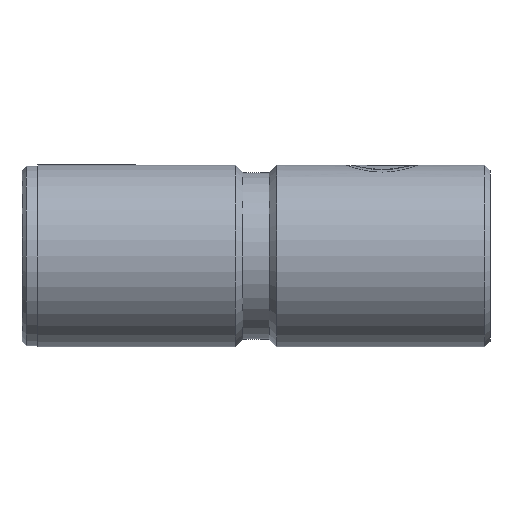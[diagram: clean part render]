
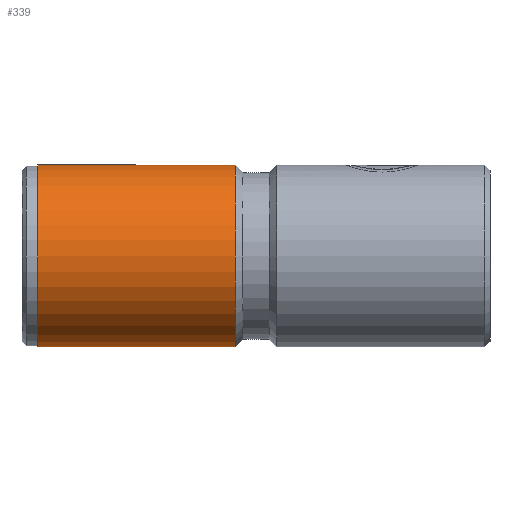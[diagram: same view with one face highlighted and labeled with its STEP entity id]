
A CAD part, left-side view. The second image highlights one B-rep face of the part: STEP entity #339.
In plain terms, the highlighted cylindrical face has radius 17.5 mm (diameter 35 mm), a partial arc.
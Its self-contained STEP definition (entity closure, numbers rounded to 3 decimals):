
#3 = CARTESIAN_POINT ( 'NONE',  ( 0., 49., 0. ) ) ;
#27 = AXIS2_PLACEMENT_3D ( 'NONE', #975, #157, #1112 ) ;
#79 = VECTOR ( 'NONE', #750, 1000. ) ;
#80 = CARTESIAN_POINT ( 'NONE',  ( 0., 0., -17.5 ) ) ;
#138 = AXIS2_PLACEMENT_3D ( 'NONE', #1010, #1279, #453 ) ;
#139 = DIRECTION ( 'NONE',  ( 0., 0., -1. ) ) ;
#157 = DIRECTION ( 'NONE',  ( 0., -1., 0. ) ) ;
#216 = CARTESIAN_POINT ( 'NONE',  ( 0., 87., -17.5 ) ) ;
#339 = ADVANCED_FACE ( 'NONE', ( #1147 ), #656, .T. ) ;
#341 = EDGE_CURVE ( 'NONE', #825, #812, #1064, .T. ) ;
#453 = DIRECTION ( 'NONE',  ( 0., 0., -1. ) ) ;
#509 = EDGE_LOOP ( 'NONE', ( #1019, #1365, #1190, #1232 ) ) ;
#627 = CARTESIAN_POINT ( 'NONE',  ( 0., 87., 17.5 ) ) ;
#645 = CIRCLE ( 'NONE', #27, 17.5 ) ;
#656 = CYLINDRICAL_SURFACE ( 'NONE', #138, 17.5 ) ;
#733 = DIRECTION ( 'NONE',  ( 0., -1., 0. ) ) ;
#750 = DIRECTION ( 'NONE',  ( 0., -1., 0. ) ) ;
#798 = LINE ( 'NONE', #80, #79 ) ;
#806 = EDGE_CURVE ( 'NONE', #849, #1629, #798, .T. ) ;
#812 = VERTEX_POINT ( 'NONE', #897 ) ;
#825 = VERTEX_POINT ( 'NONE', #627 ) ;
#849 = VERTEX_POINT ( 'NONE', #216 ) ;
#897 = CARTESIAN_POINT ( 'NONE',  ( 0., 49., 17.5 ) ) ;
#962 = DIRECTION ( 'NONE',  ( 0., -1., 0. ) ) ;
#975 = CARTESIAN_POINT ( 'NONE',  ( 0., 87., 0. ) ) ;
#1010 = CARTESIAN_POINT ( 'NONE',  ( 0., 0., 0. ) ) ;
#1019 = ORIENTED_EDGE ( 'NONE', *, *, #341, .F. ) ;
#1038 = EDGE_CURVE ( 'NONE', #825, #849, #645, .T. ) ;
#1064 = LINE ( 'NONE', #1570, #1382 ) ;
#1112 = DIRECTION ( 'NONE',  ( 0., 0., -1. ) ) ;
#1147 = FACE_OUTER_BOUND ( 'NONE', #509, .T. ) ;
#1190 = ORIENTED_EDGE ( 'NONE', *, *, #806, .T. ) ;
#1231 = CIRCLE ( 'NONE', #1621, 17.5 ) ;
#1232 = ORIENTED_EDGE ( 'NONE', *, *, #1594, .F. ) ;
#1236 = CARTESIAN_POINT ( 'NONE',  ( 0., 49., -17.5 ) ) ;
#1279 = DIRECTION ( 'NONE',  ( 0., -1., 0. ) ) ;
#1365 = ORIENTED_EDGE ( 'NONE', *, *, #1038, .T. ) ;
#1382 = VECTOR ( 'NONE', #733, 1000. ) ;
#1570 = CARTESIAN_POINT ( 'NONE',  ( 0., 0., 17.5 ) ) ;
#1594 = EDGE_CURVE ( 'NONE', #812, #1629, #1231, .T. ) ;
#1621 = AXIS2_PLACEMENT_3D ( 'NONE', #3, #962, #139 ) ;
#1629 = VERTEX_POINT ( 'NONE', #1236 ) ;
